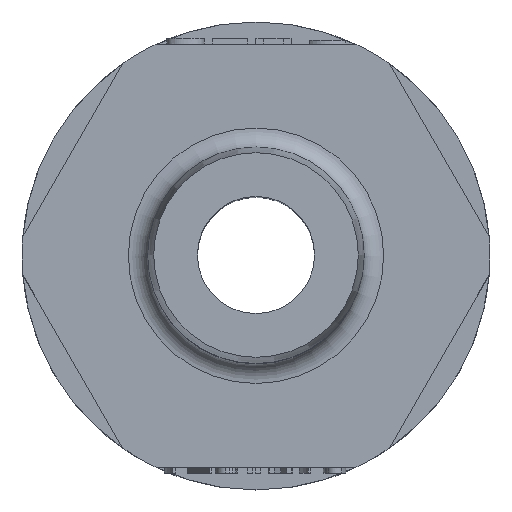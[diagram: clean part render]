
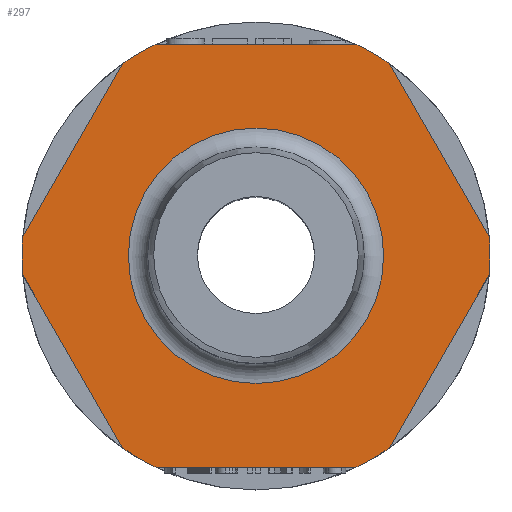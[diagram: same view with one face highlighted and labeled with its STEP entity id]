
A CAD part, top view. The second image highlights one B-rep face of the part: STEP entity #297.
In plain terms, the highlighted planar face has unit normal (0, 0, 1).
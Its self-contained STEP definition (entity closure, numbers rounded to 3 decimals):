
#248=CIRCLE('',#2862,6.55);
#257=CIRCLE('',#2881,12.);
#258=CIRCLE('',#2882,12.);
#259=CIRCLE('',#2883,12.);
#260=CIRCLE('',#2884,12.);
#261=CIRCLE('',#2885,12.);
#262=CIRCLE('',#2886,12.);
#297=ADVANCED_FACE('',(#911,#912),#452,.T.);
#452=PLANE('',#2887);
#551=LINE('',#3884,#693);
#557=LINE('',#3901,#699);
#560=LINE('',#4111,#702);
#561=LINE('',#4116,#703);
#562=LINE('',#4121,#704);
#563=LINE('',#4125,#705);
#693=VECTOR('',#3019,1.);
#699=VECTOR('',#3031,1.);
#702=VECTOR('',#3088,1.);
#703=VECTOR('',#3091,1.);
#704=VECTOR('',#3096,1.);
#705=VECTOR('',#3099,1.);
#911=FACE_BOUND('',#971,.T.);
#912=FACE_BOUND('',#972,.T.);
#971=EDGE_LOOP('',(#1266));
#972=EDGE_LOOP('',(#1267,#1268,#1269,#1270,#1271,#1272,#1273,#1274,#1275,
#1276,#1277,#1278));
#1266=ORIENTED_EDGE('',*,*,#2315,.T.);
#1267=ORIENTED_EDGE('',*,*,#2324,.F.);
#1268=ORIENTED_EDGE('',*,*,#2325,.F.);
#1269=ORIENTED_EDGE('',*,*,#2326,.F.);
#1270=ORIENTED_EDGE('',*,*,#2327,.F.);
#1271=ORIENTED_EDGE('',*,*,#2277,.F.);
#1272=ORIENTED_EDGE('',*,*,#2328,.F.);
#1273=ORIENTED_EDGE('',*,*,#2329,.F.);
#1274=ORIENTED_EDGE('',*,*,#2330,.F.);
#1275=ORIENTED_EDGE('',*,*,#2331,.F.);
#1276=ORIENTED_EDGE('',*,*,#2332,.F.);
#1277=ORIENTED_EDGE('',*,*,#2269,.T.);
#1278=ORIENTED_EDGE('',*,*,#2333,.F.);
#1994=VERTEX_POINT('',#3878);
#1997=VERTEX_POINT('',#3883);
#2003=VERTEX_POINT('',#3896);
#2005=VERTEX_POINT('',#3900);
#2043=VERTEX_POINT('',#4084);
#2052=VERTEX_POINT('',#4112);
#2053=VERTEX_POINT('',#4113);
#2054=VERTEX_POINT('',#4115);
#2055=VERTEX_POINT('',#4117);
#2056=VERTEX_POINT('',#4120);
#2057=VERTEX_POINT('',#4122);
#2058=VERTEX_POINT('',#4124);
#2059=VERTEX_POINT('',#4126);
#2269=EDGE_CURVE('',#1994,#1997,#551,.T.);
#2277=EDGE_CURVE('',#2005,#2003,#557,.T.);
#2315=EDGE_CURVE('',#2043,#2043,#248,.T.);
#2324=EDGE_CURVE('',#2052,#2053,#560,.T.);
#2325=EDGE_CURVE('',#2054,#2052,#257,.T.);
#2326=EDGE_CURVE('',#2055,#2054,#561,.T.);
#2327=EDGE_CURVE('',#2003,#2055,#258,.T.);
#2328=EDGE_CURVE('',#2056,#2005,#259,.T.);
#2329=EDGE_CURVE('',#2057,#2056,#562,.T.);
#2330=EDGE_CURVE('',#2058,#2057,#260,.T.);
#2331=EDGE_CURVE('',#2059,#2058,#563,.T.);
#2332=EDGE_CURVE('',#1994,#2059,#261,.T.);
#2333=EDGE_CURVE('',#2053,#1997,#262,.T.);
#2862=AXIS2_PLACEMENT_3D('',#4083,#3050,#3051);
#2881=AXIS2_PLACEMENT_3D('',#4114,#3089,#3090);
#2882=AXIS2_PLACEMENT_3D('',#4118,#3092,#3093);
#2883=AXIS2_PLACEMENT_3D('',#4119,#3094,#3095);
#2884=AXIS2_PLACEMENT_3D('',#4123,#3097,#3098);
#2885=AXIS2_PLACEMENT_3D('',#4127,#3100,#3101);
#2886=AXIS2_PLACEMENT_3D('',#4128,#3102,#3103);
#2887=AXIS2_PLACEMENT_3D('',#4129,#3104,#3105);
#3019=DIRECTION('',(1.,0.,0.));
#3031=DIRECTION('',(1.,0.,0.));
#3050=DIRECTION('',(0.,0.,-1.));
#3051=DIRECTION('',(1.,0.,0.));
#3088=DIRECTION('',(-0.5,-0.866,0.));
#3089=DIRECTION('',(0.,0.,-1.));
#3090=DIRECTION('',(1.,0.,0.));
#3091=DIRECTION('',(0.5,-0.866,0.));
#3092=DIRECTION('',(0.,0.,-1.));
#3093=DIRECTION('',(1.,0.,0.));
#3094=DIRECTION('',(0.,0.,-1.));
#3095=DIRECTION('',(1.,0.,0.));
#3096=DIRECTION('',(0.5,0.866,0.));
#3097=DIRECTION('',(0.,0.,-1.));
#3098=DIRECTION('',(1.,0.,0.));
#3099=DIRECTION('',(-0.5,0.866,0.));
#3100=DIRECTION('',(0.,0.,-1.));
#3101=DIRECTION('',(1.,0.,0.));
#3102=DIRECTION('',(0.,0.,-1.));
#3103=DIRECTION('',(1.,0.,0.));
#3104=DIRECTION('',(0.,0.,1.));
#3105=DIRECTION('',(1.,0.,0.));
#3878=CARTESIAN_POINT('',(-46.126,52.65,2.7));
#3883=CARTESIAN_POINT('',(-35.874,52.65,2.7));
#3884=CARTESIAN_POINT('',(-26.1,52.65,2.7));
#3896=CARTESIAN_POINT('',(-35.874,74.35,2.7));
#3900=CARTESIAN_POINT('',(-46.126,74.35,2.7));
#3901=CARTESIAN_POINT('',(-55.9,74.35,2.7));
#4083=CARTESIAN_POINT('',(-41.,63.5,2.7));
#4084=CARTESIAN_POINT('',(-34.45,63.5,2.7));
#4111=CARTESIAN_POINT('',(-24.154,70.979,2.7));
#4112=CARTESIAN_POINT('',(-29.041,62.514,2.7));
#4113=CARTESIAN_POINT('',(-34.167,53.636,2.7));
#4114=CARTESIAN_POINT('',(-41.,63.5,2.7));
#4115=CARTESIAN_POINT('',(-29.041,64.486,2.7));
#4116=CARTESIAN_POINT('',(-39.054,81.829,2.7));
#4117=CARTESIAN_POINT('',(-34.167,73.364,2.7));
#4118=CARTESIAN_POINT('',(-41.,63.5,2.7));
#4119=CARTESIAN_POINT('',(-41.,63.5,2.7));
#4120=CARTESIAN_POINT('',(-47.833,73.364,2.7));
#4121=CARTESIAN_POINT('',(-57.846,56.021,2.7));
#4122=CARTESIAN_POINT('',(-52.959,64.486,2.7));
#4123=CARTESIAN_POINT('',(-41.,63.5,2.7));
#4124=CARTESIAN_POINT('',(-52.959,62.514,2.7));
#4125=CARTESIAN_POINT('',(-42.946,45.171,2.7));
#4126=CARTESIAN_POINT('',(-47.833,53.636,2.7));
#4127=CARTESIAN_POINT('',(-41.,63.5,2.7));
#4128=CARTESIAN_POINT('',(-41.,63.5,2.7));
#4129=CARTESIAN_POINT('',(-41.,63.5,2.7));
